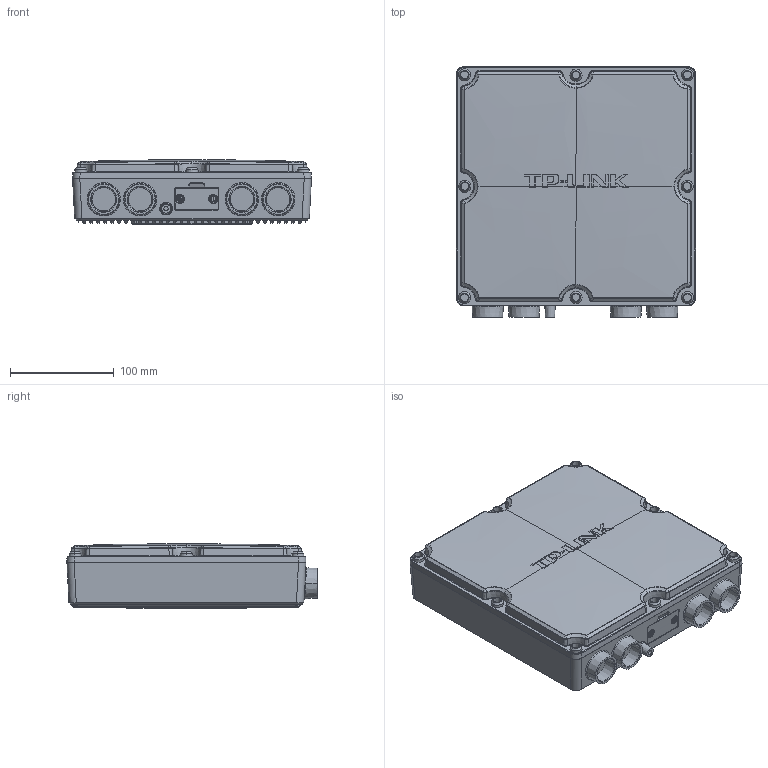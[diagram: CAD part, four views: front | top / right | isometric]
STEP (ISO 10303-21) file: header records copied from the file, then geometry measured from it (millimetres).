
FILE_DESCRIPTION((''),'2;1');
FILE_NAME('TL-XCPE4800G000_ASM','2023-03-22T17:54:04',('wenjing'),(''),'CREO PARAMETRIC BY PTC INC, 2021063','CREO PARAMETRIC BY PTC INC, 2021063','');
FILE_SCHEMA(('AUTOMOTIVE_DESIGN { 1 0 10303 214 1 1 1 1 }'));
Products named in the file (5): 202_2_1_1_2; GAIBAN_93_1_1_1_1; GAIBANLUODINGM2_9_1_1_1_1; GAIBAN_ASM_21_ASM_1_ASM_1_ASM_1_ASM; TL-XCPE4800G000_ASM
Assembly tree (5 placements, depth 3):
  TL-XCPE4800G000_ASM
    202_2_1_1_2
    GAIBAN_ASM_21_ASM_1_ASM_1_ASM_1_ASM
      GAIBAN_93_1_1_1_1
      GAIBANLUODINGM2_9_1_1_1_1  x2
Bounding box: 230.19 x 241.09 x 61.9 mm (x, y, z)
Volume: 3019946.9 mm3; surface area: 193590.6 mm2
Topology: 4 solids, 4 shells, 1439 faces, 3671 edges, 2280 vertices
Faces by surface type: plane 640, cylinder 321, bspline 245, cone 114, extrusion 72, torus 39, sphere 8
Entity records: 84080 total; most frequent: CARTESIAN_POINT 42043, ORIENTED_EDGE 7198, DIRECTION 4815, PRESENTATION_STYLE_ASSIGNMENT 3602, STYLED_ITEM 3602, CURVE_STYLE 3599, EDGE_CURVE 3599, VERTEX_POINT 2238
